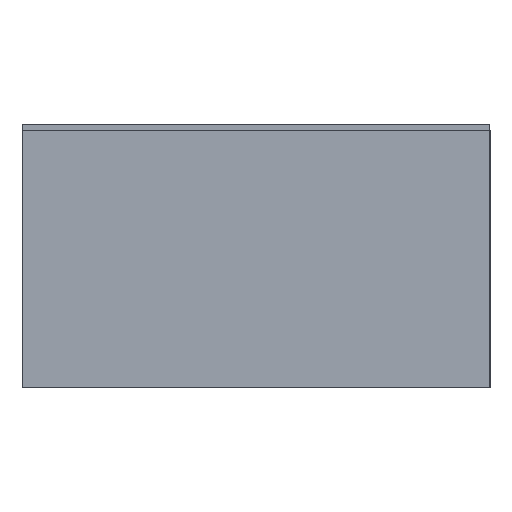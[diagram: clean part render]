
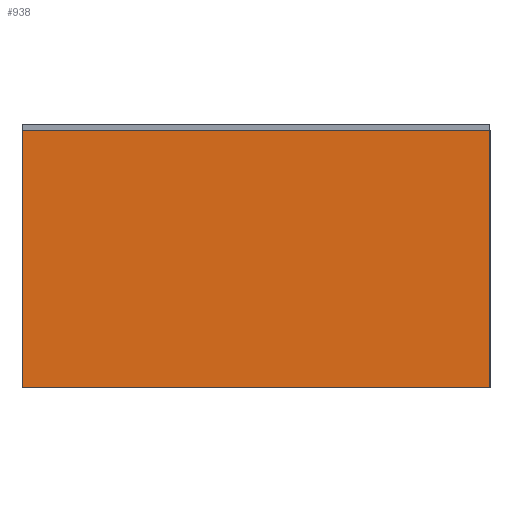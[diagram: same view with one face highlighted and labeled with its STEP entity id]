
A CAD part, left-side view. The second image highlights one B-rep face of the part: STEP entity #938.
In plain terms, the highlighted planar face has unit normal (-1, 0, 0).
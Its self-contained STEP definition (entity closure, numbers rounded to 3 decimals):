
#199=ORIENTED_EDGE('',*,*,#388,.F.);
#200=ORIENTED_EDGE('',*,*,#391,.F.);
#201=ORIENTED_EDGE('',*,*,#378,.T.);
#202=ORIENTED_EDGE('',*,*,#364,.T.);
#364=EDGE_CURVE('',#474,#473,#575,.T.);
#378=EDGE_CURVE('',#486,#474,#589,.T.);
#388=EDGE_CURVE('',#493,#473,#599,.T.);
#391=EDGE_CURVE('',#486,#493,#602,.T.);
#473=VERTEX_POINT('',#1542);
#474=VERTEX_POINT('',#1544);
#486=VERTEX_POINT('',#1572);
#493=VERTEX_POINT('',#1589);
#575=LINE('',#1543,#678);
#589=LINE('',#1571,#692);
#599=LINE('',#1590,#702);
#602=LINE('',#1595,#705);
#678=VECTOR('',#1315,1000.);
#692=VECTOR('',#1333,1000.);
#702=VECTOR('',#1345,1000.);
#705=VECTOR('',#1352,1000.);
#756=EDGE_LOOP('',(#199,#200,#201,#202));
#821=FACE_BOUND('',#756,.T.);
#886=PLANE('',#1190);
#938=ADVANCED_FACE('',(#821),#886,.T.);
#1190=AXIS2_PLACEMENT_3D('',#1596,#1353,#1354);
#1315=DIRECTION('',(0.,1.,0.));
#1333=DIRECTION('',(0.,0.,1.));
#1345=DIRECTION('',(0.,0.,1.));
#1352=DIRECTION('',(0.,1.,0.));
#1353=DIRECTION('',(-1.,0.,0.));
#1354=DIRECTION('',(0.,0.,1.));
#1542=CARTESIAN_POINT('',(-0.8,0.4,0.44));
#1543=CARTESIAN_POINT('',(-0.8,-0.4,0.44));
#1544=CARTESIAN_POINT('',(-0.8,-0.4,0.44));
#1571=CARTESIAN_POINT('',(-0.8,-0.4,0.));
#1572=CARTESIAN_POINT('',(-0.8,-0.4,0.));
#1589=CARTESIAN_POINT('',(-0.8,0.4,0.));
#1590=CARTESIAN_POINT('',(-0.8,0.4,0.));
#1595=CARTESIAN_POINT('',(-0.8,-0.4,0.));
#1596=CARTESIAN_POINT('',(-0.8,-0.4,0.));
